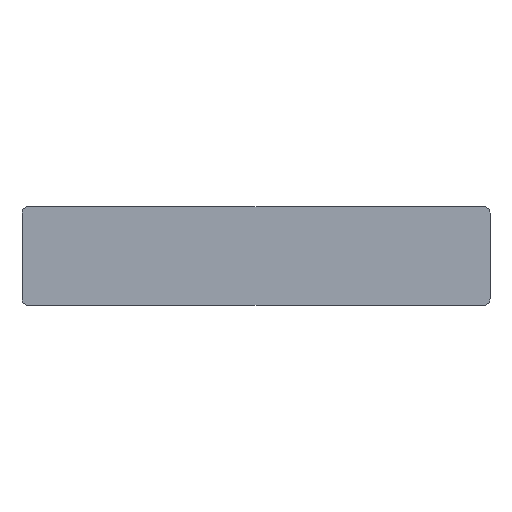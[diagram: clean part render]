
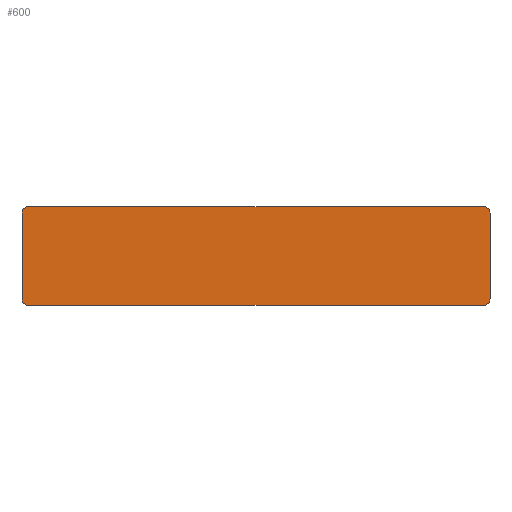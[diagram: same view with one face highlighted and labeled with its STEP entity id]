
A CAD part, top view. The second image highlights one B-rep face of the part: STEP entity #600.
In plain terms, the highlighted planar face has unit normal (0, 0, 1).
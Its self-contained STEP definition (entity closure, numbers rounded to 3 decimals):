
#21=PLANE('',#660);
#53=FACE_OUTER_BOUND('',#88,.T.);
#88=EDGE_LOOP('',(#434,#435,#436,#437,#438,#439,#440,#441));
#128=LINE('',#875,#204);
#131=LINE('',#881,#207);
#132=LINE('',#885,#208);
#133=LINE('',#889,#209);
#204=VECTOR('',#711,10.);
#207=VECTOR('',#716,10.);
#208=VECTOR('',#719,10.);
#209=VECTOR('',#722,10.);
#278=CIRCLE('',#657,2.);
#280=CIRCLE('',#661,2.);
#281=CIRCLE('',#662,2.);
#282=CIRCLE('',#663,2.);
#286=VERTEX_POINT('',#865);
#287=VERTEX_POINT('',#866);
#290=VERTEX_POINT('',#874);
#292=VERTEX_POINT('',#880);
#293=VERTEX_POINT('',#882);
#294=VERTEX_POINT('',#884);
#295=VERTEX_POINT('',#886);
#296=VERTEX_POINT('',#888);
#342=EDGE_CURVE('',#286,#287,#278,.T.);
#346=EDGE_CURVE('',#290,#287,#128,.T.);
#349=EDGE_CURVE('',#286,#292,#131,.T.);
#350=EDGE_CURVE('',#293,#292,#280,.T.);
#351=EDGE_CURVE('',#293,#294,#132,.T.);
#352=EDGE_CURVE('',#295,#294,#281,.T.);
#353=EDGE_CURVE('',#295,#296,#133,.T.);
#354=EDGE_CURVE('',#290,#296,#282,.T.);
#434=ORIENTED_EDGE('',*,*,#342,.F.);
#435=ORIENTED_EDGE('',*,*,#349,.T.);
#436=ORIENTED_EDGE('',*,*,#350,.F.);
#437=ORIENTED_EDGE('',*,*,#351,.T.);
#438=ORIENTED_EDGE('',*,*,#352,.F.);
#439=ORIENTED_EDGE('',*,*,#353,.T.);
#440=ORIENTED_EDGE('',*,*,#354,.F.);
#441=ORIENTED_EDGE('',*,*,#346,.T.);
#600=ADVANCED_FACE('',(#53),#21,.T.);
#657=AXIS2_PLACEMENT_3D('',#867,#703,#704);
#660=AXIS2_PLACEMENT_3D('',#879,#714,#715);
#661=AXIS2_PLACEMENT_3D('',#883,#717,#718);
#662=AXIS2_PLACEMENT_3D('',#887,#720,#721);
#663=AXIS2_PLACEMENT_3D('',#890,#723,#724);
#703=DIRECTION('center_axis',(0.,0.,-1.));
#704=DIRECTION('ref_axis',(-0.707,-0.707,0.));
#711=DIRECTION('',(0.,-1.,0.));
#714=DIRECTION('center_axis',(0.,0.,1.));
#715=DIRECTION('ref_axis',(1.,0.,0.));
#716=DIRECTION('',(1.,0.,0.));
#717=DIRECTION('center_axis',(0.,0.,-1.));
#718=DIRECTION('ref_axis',(0.707,-0.707,0.));
#719=DIRECTION('',(0.,1.,0.));
#720=DIRECTION('center_axis',(0.,0.,-1.));
#721=DIRECTION('ref_axis',(0.707,0.707,0.));
#722=DIRECTION('',(-1.,0.,0.));
#723=DIRECTION('center_axis',(0.,0.,-1.));
#724=DIRECTION('ref_axis',(-0.707,0.707,0.));
#865=CARTESIAN_POINT('',(2.,-30.,5.));
#866=CARTESIAN_POINT('',(0.,-28.,5.));
#867=CARTESIAN_POINT('Origin',(2.,-28.,5.));
#874=CARTESIAN_POINT('',(0.,-2.,5.));
#875=CARTESIAN_POINT('',(0.,0.,5.));
#879=CARTESIAN_POINT('Origin',(71.,-15.,5.));
#880=CARTESIAN_POINT('',(140.,-30.,5.));
#881=CARTESIAN_POINT('',(0.,-30.,5.));
#882=CARTESIAN_POINT('',(142.,-28.,5.));
#883=CARTESIAN_POINT('Origin',(140.,-28.,5.));
#884=CARTESIAN_POINT('',(142.,-2.,5.));
#885=CARTESIAN_POINT('',(142.,-30.,5.));
#886=CARTESIAN_POINT('',(140.,0.,5.));
#887=CARTESIAN_POINT('Origin',(140.,-2.,5.));
#888=CARTESIAN_POINT('',(2.,0.,5.));
#889=CARTESIAN_POINT('',(142.,0.,5.));
#890=CARTESIAN_POINT('Origin',(2.,-2.,5.));
